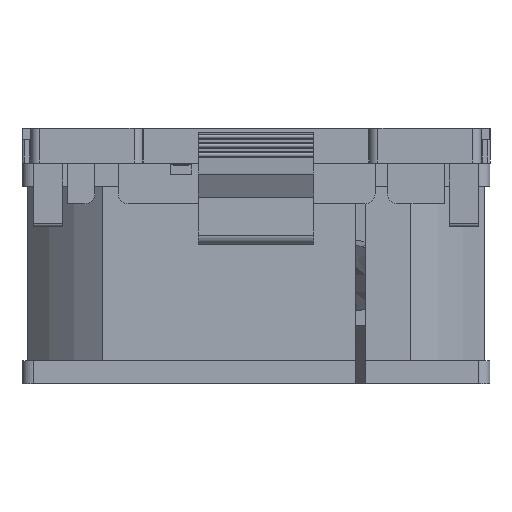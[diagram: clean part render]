
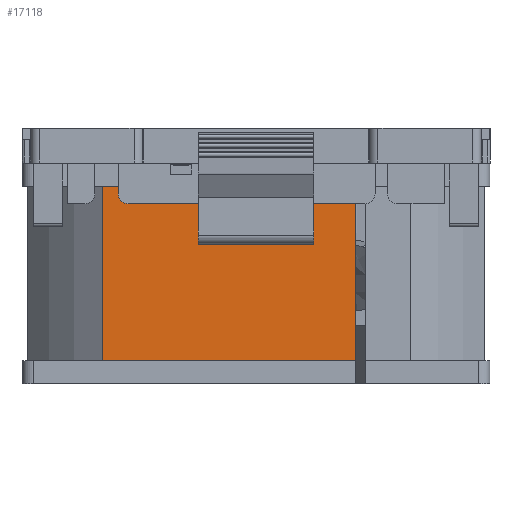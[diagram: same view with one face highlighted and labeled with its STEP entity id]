
A CAD part, left-side view. The second image highlights one B-rep face of the part: STEP entity #17118.
In plain terms, the highlighted planar face has unit normal (-1, 0, 0).
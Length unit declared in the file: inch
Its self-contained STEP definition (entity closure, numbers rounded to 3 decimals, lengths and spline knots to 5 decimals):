
#1656 = VERTEX_POINT ( 'NONE', #34354 ) ;
#2088 = VECTOR ( 'NONE', #24160, 39.37008 ) ;
#2655 = VECTOR ( 'NONE', #30192, 39.37008 ) ;
#4224 = VERTEX_POINT ( 'NONE', #30082 ) ;
#4515 = CARTESIAN_POINT ( 'NONE',  ( -0.84252, -2.39454, 4.64567 ) ) ;
#5327 = CARTESIAN_POINT ( 'NONE',  ( -0.84252, -0.13583, 4.64567 ) ) ;
#6207 = ORIENTED_EDGE ( 'NONE', *, *, #8766, .T. ) ;
#8615 = CARTESIAN_POINT ( 'NONE',  ( -0.84252, -0.67595, 4.64567 ) ) ;
#8766 = EDGE_CURVE ( 'NONE', #13533, #15988, #9646, .T. ) ;
#8802 = VECTOR ( 'NONE', #32029, 39.37008 ) ;
#9234 = LINE ( 'NONE', #5327, #2088 ) ;
#9646 = LINE ( 'NONE', #13167, #8802 ) ;
#10282 = FACE_OUTER_BOUND ( 'NONE', #32595, .T. ) ;
#12961 = ORIENTED_EDGE ( 'NONE', *, *, #29745, .F. ) ;
#13167 = CARTESIAN_POINT ( 'NONE',  ( -0.84252, -2.39454, 4.48819 ) ) ;
#13533 = VERTEX_POINT ( 'NONE', #4515 ) ;
#13761 = EDGE_CURVE ( 'NONE', #1656, #15988, #27038, .T. ) ;
#14488 = DIRECTION ( 'NONE',  ( 0., -1., 0. ) ) ;
#14511 = AXIS2_PLACEMENT_3D ( 'NONE', #22632, #14659, #33560 ) ;
#14659 = DIRECTION ( 'NONE',  ( 1., 0., 0. ) ) ;
#15988 = VERTEX_POINT ( 'NONE', #27628 ) ;
#16006 = ORIENTED_EDGE ( 'NONE', *, *, #13761, .F. ) ;
#16956 = LINE ( 'NONE', #8615, #2655 ) ;
#17118 = ADVANCED_FACE ( 'NONE', ( #10282 ), #25376, .F. ) ;
#20722 = ORIENTED_EDGE ( 'NONE', *, *, #24680, .F. ) ;
#22632 = CARTESIAN_POINT ( 'NONE',  ( -0.84252, -0.16929, 4.48819 ) ) ;
#24160 = DIRECTION ( 'NONE',  ( 0., 1., 0. ) ) ;
#24680 = EDGE_CURVE ( 'NONE', #4224, #1656, #16956, .T. ) ;
#25376 = PLANE ( 'NONE',  #14511 ) ;
#27038 = LINE ( 'NONE', #33148, #34275 ) ;
#27628 = CARTESIAN_POINT ( 'NONE',  ( -0.84252, -2.39454, 5.82677 ) ) ;
#29745 = EDGE_CURVE ( 'NONE', #13533, #4224, #9234, .T. ) ;
#30082 = CARTESIAN_POINT ( 'NONE',  ( -0.84252, -0.67595, 4.64567 ) ) ;
#30192 = DIRECTION ( 'NONE',  ( 0., 0., 1. ) ) ;
#32029 = DIRECTION ( 'NONE',  ( 0., 0., 1. ) ) ;
#32595 = EDGE_LOOP ( 'NONE', ( #20722, #12961, #6207, #16006 ) ) ;
#33148 = CARTESIAN_POINT ( 'NONE',  ( -0.84252, -0.16929, 5.82677 ) ) ;
#33560 = DIRECTION ( 'NONE',  ( 0., 0., -1. ) ) ;
#34275 = VECTOR ( 'NONE', #14488, 39.37008 ) ;
#34354 = CARTESIAN_POINT ( 'NONE',  ( -0.84252, -0.67595, 5.82677 ) ) ;
